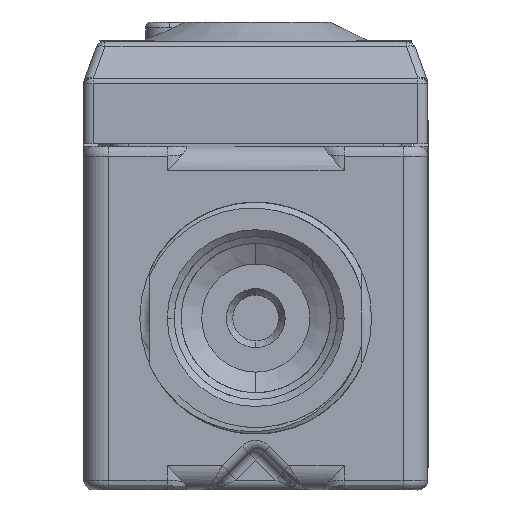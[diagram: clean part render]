
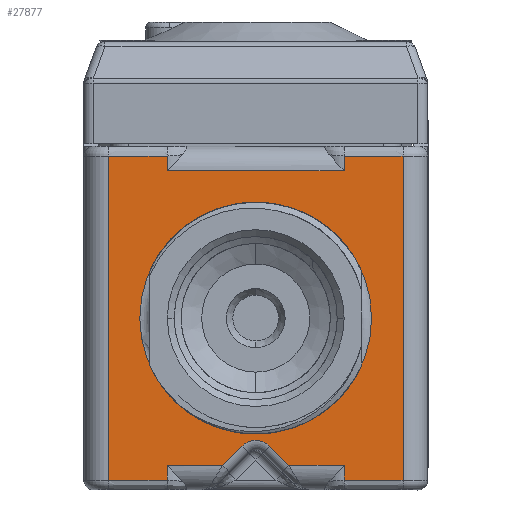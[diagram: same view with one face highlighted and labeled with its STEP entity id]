
A CAD part, front view. The second image highlights one B-rep face of the part: STEP entity #27877.
In plain terms, the highlighted planar face has unit normal (0, -1, 0).
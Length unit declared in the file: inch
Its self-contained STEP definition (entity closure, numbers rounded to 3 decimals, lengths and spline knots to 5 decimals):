
#3465=DIRECTION('',(-1.,0.,0.));
#3466=VECTOR('',#3465,0.9);
#3467=CARTESIAN_POINT('',(0.45,-2.34016,0.7498));
#3468=LINE('',#3467,#3466);
#3882=CARTESIAN_POINT('',(-0.7498,-2.34016,0.825));
#3883=CARTESIAN_POINT('',(-0.72918,-2.34016,
0.825));
#3884=CARTESIAN_POINT('',(-0.68932,-2.34016,
0.825));
#3885=CARTESIAN_POINT('',(-0.63384,-2.34016,
0.825));
#3886=CARTESIAN_POINT('',(-0.58225,-2.34016,
0.825));
#3887=CARTESIAN_POINT('',(-0.53438,-2.34016,
0.82499));
#3888=CARTESIAN_POINT('',(-0.49007,-2.34016,
0.82504));
#3889=CARTESIAN_POINT('',(-0.46295,-2.34016,
0.82492));
#3890=CARTESIAN_POINT('',(-0.45,-2.34016,
0.825));
#3892=DIRECTION('',(0.,0.,-1.));
#3893=VECTOR('',#3892,0.0752);
#3894=CARTESIAN_POINT('',(-0.45,-2.34016,
0.825));
#3895=LINE('',#3894,#3893);
#3896=DIRECTION('',(0.,0.,-1.));
#3897=VECTOR('',#3896,0.0752);
#3898=CARTESIAN_POINT('',(0.45,-2.34016,
0.825));
#3899=LINE('',#3898,#3897);
#3900=CARTESIAN_POINT('',(0.45,-2.34016,
0.825));
#3901=CARTESIAN_POINT('',(0.46295,-2.34016,
0.82492));
#3902=CARTESIAN_POINT('',(0.49006,-2.34016,
0.82505));
#3903=CARTESIAN_POINT('',(0.5344,-2.34016,
0.82499));
#3904=CARTESIAN_POINT('',(0.58227,-2.34016,
0.825));
#3905=CARTESIAN_POINT('',(0.63387,-2.34016,
0.825));
#3906=CARTESIAN_POINT('',(0.68934,-2.34016,
0.825));
#3907=CARTESIAN_POINT('',(0.72919,-2.34016,
0.825));
#3908=CARTESIAN_POINT('',(0.7498,-2.34016,0.825));
#3910=CARTESIAN_POINT('',(0.7498,-2.34016,-0.825));
#3911=CARTESIAN_POINT('',(0.72919,-2.34016,
-0.825));
#3912=CARTESIAN_POINT('',(0.68934,-2.34016,
-0.825));
#3913=CARTESIAN_POINT('',(0.63386,-2.34016,
-0.825));
#3914=CARTESIAN_POINT('',(0.58227,-2.34016,
-0.825));
#3915=CARTESIAN_POINT('',(0.5344,-2.34016,
-0.82499));
#3916=CARTESIAN_POINT('',(0.49006,-2.34016,
-0.82505));
#3917=CARTESIAN_POINT('',(0.46295,-2.34016,
-0.82492));
#3918=CARTESIAN_POINT('',(0.45,-2.34016,
-0.825));
#3920=DIRECTION('',(0.,0.,-1.));
#3921=VECTOR('',#3920,0.0752);
#3922=CARTESIAN_POINT('',(0.45,-2.34016,-0.7498));
#3923=LINE('',#3922,#3921);
#3924=DIRECTION('',(0.,0.,-1.));
#3925=VECTOR('',#3924,0.0752);
#3926=CARTESIAN_POINT('',(-0.45,-2.34016,-0.7498));
#3927=LINE('',#3926,#3925);
#3928=CARTESIAN_POINT('',(-0.45,-2.34016,
-0.825));
#3929=CARTESIAN_POINT('',(-0.46295,-2.34016,
-0.82492));
#3930=CARTESIAN_POINT('',(-0.49007,-2.34016,
-0.82504));
#3931=CARTESIAN_POINT('',(-0.53438,-2.34016,
-0.82499));
#3932=CARTESIAN_POINT('',(-0.58225,-2.34016,
-0.825));
#3933=CARTESIAN_POINT('',(-0.63385,-2.34016,
-0.825));
#3934=CARTESIAN_POINT('',(-0.68934,-2.34016,
-0.825));
#3935=CARTESIAN_POINT('',(-0.72919,-2.34016,
-0.825));
#3936=CARTESIAN_POINT('',(-0.7498,-2.34016,-0.825));
#3938=DIRECTION('',(0.,0.,1.));
#3939=VECTOR('',#3938,1.65);
#3940=CARTESIAN_POINT('',(-0.7498,-2.34016,-0.825));
#3941=LINE('',#3940,#3939);
#3942=CARTESIAN_POINT('',(0.,-2.34016,0.));
#3943=DIRECTION('',(0.,-1.,0.));
#3944=DIRECTION('',(0.,0.,-1.));
#3945=AXIS2_PLACEMENT_3D('',#3942,#3943,#3944);
#3947=CARTESIAN_POINT('',(0.,-2.34016,0.));
#3948=DIRECTION('',(0.,-1.,0.));
#3949=DIRECTION('',(0.,0.,1.));
#3950=AXIS2_PLACEMENT_3D('',#3947,#3948,#3949);
#3977=CARTESIAN_POINT('',(0.45,-2.34016,0.7498));
#4012=DIRECTION('',(0.,0.,1.));
#4013=VECTOR('',#4012,1.65);
#4014=CARTESIAN_POINT('',(0.7498,-2.34016,-0.825));
#4015=LINE('',#4014,#4013);
#4055=DIRECTION('',(1.,0.,0.));
#4056=VECTOR('',#4055,0.28117);
#4057=CARTESIAN_POINT('',(0.16883,-2.34016,
-0.7498));
#4058=LINE('',#4057,#4056);
#4228=DIRECTION('',(1.,0.,0.));
#4229=VECTOR('',#4228,0.28117);
#4230=CARTESIAN_POINT('',(-0.45,-2.34016,-0.7498));
#4231=LINE('',#4230,#4229);
#4270=CARTESIAN_POINT('',(-0.45,-2.34016,-0.7498));
#4322=CARTESIAN_POINT('',(-0.16883,-2.34016,
-0.7498));
#4391=CARTESIAN_POINT('',(0.,-2.34016,-0.7224));
#4392=DIRECTION('',(0.,1.,0.));
#4393=DIRECTION('',(-0.707,0.,0.707));
#4394=AXIS2_PLACEMENT_3D('',#4391,#4392,#4393);
#4396=DIRECTION('',(0.707,0.,0.707));
#4397=VECTOR('',#4396,0.13876);
#4398=CARTESIAN_POINT('',(-0.16883,-2.34016,
-0.7498));
#4399=LINE('',#4398,#4397);
#4409=DIRECTION('',(-0.707,0.,0.707));
#4410=VECTOR('',#4409,0.13876);
#4411=CARTESIAN_POINT('',(0.16883,-2.34016,
-0.7498));
#4412=LINE('',#4411,#4410);
#19861=CARTESIAN_POINT('',(0.,-2.34016,-0.58996));
#19862=CARTESIAN_POINT('',(0.,-2.34016,0.58996));
#19863=VERTEX_POINT('',#19861);
#19864=VERTEX_POINT('',#19862);
#20053=VERTEX_POINT('',#4322);
#20054=CARTESIAN_POINT('',(-0.07071,-2.34016,
-0.65168));
#20055=VERTEX_POINT('',#20054);
#20060=CARTESIAN_POINT('',(0.07071,-2.34016,
-0.65168));
#20061=VERTEX_POINT('',#20060);
#20062=CARTESIAN_POINT('',(0.16883,-2.34016,
-0.7498));
#20063=VERTEX_POINT('',#20062);
#20395=CARTESIAN_POINT('',(0.7498,-2.34016,0.825));
#20396=VERTEX_POINT('',#20395);
#20399=VERTEX_POINT('',#3882);
#20400=VERTEX_POINT('',#3890);
#20402=VERTEX_POINT('',#3900);
#20415=CARTESIAN_POINT('',(-0.7498,-2.34016,-0.825));
#20416=VERTEX_POINT('',#20415);
#20419=VERTEX_POINT('',#3910);
#20420=VERTEX_POINT('',#3918);
#20422=VERTEX_POINT('',#3928);
#20429=CARTESIAN_POINT('',(-0.45,-2.34016,0.7498));
#20430=VERTEX_POINT('',#20429);
#20433=VERTEX_POINT('',#3977);
#20439=VERTEX_POINT('',#4270);
#20861=CARTESIAN_POINT('',(0.45,-2.34016,-0.7498));
#20862=VERTEX_POINT('',#20861);
#27836=CARTESIAN_POINT('',(0.,-2.34016,0.));
#27837=DIRECTION('',(0.,1.,0.));
#27838=DIRECTION('',(1.,0.,0.));
#27839=AXIS2_PLACEMENT_3D('',#27836,#27837,#27838);
#27840=PLANE('',#27839);
#27841=ORIENTED_EDGE('',*,*,#26960,.T.);
#27843=ORIENTED_EDGE('',*,*,#27842,.T.);
#27844=ORIENTED_EDGE('',*,*,#27094,.F.);
#27846=ORIENTED_EDGE('',*,*,#27845,.F.);
#27847=ORIENTED_EDGE('',*,*,#27272,.T.);
#27849=ORIENTED_EDGE('',*,*,#27848,.F.);
#27851=ORIENTED_EDGE('',*,*,#27850,.T.);
#27853=ORIENTED_EDGE('',*,*,#27852,.F.);
#27855=ORIENTED_EDGE('',*,*,#27854,.F.);
#27857=ORIENTED_EDGE('',*,*,#27856,.T.);
#27859=ORIENTED_EDGE('',*,*,#27858,.F.);
#27861=ORIENTED_EDGE('',*,*,#27860,.F.);
#27863=ORIENTED_EDGE('',*,*,#27862,.F.);
#27865=ORIENTED_EDGE('',*,*,#27864,.T.);
#27867=ORIENTED_EDGE('',*,*,#27866,.T.);
#27868=ORIENTED_EDGE('',*,*,#27829,.T.);
#27869=EDGE_LOOP('',(#27841,#27843,#27844,#27846,#27847,#27849,#27851,#27853,
#27855,#27857,#27859,#27861,#27863,#27865,#27867,#27868));
#27870=FACE_OUTER_BOUND('',#27869,.F.);
#27872=ORIENTED_EDGE('',*,*,#27871,.T.);
#27874=ORIENTED_EDGE('',*,*,#27873,.T.);
#27875=EDGE_LOOP('',(#27872,#27874));
#27876=FACE_BOUND('',#27875,.F.);
#27877=ADVANCED_FACE('',(#27870,#27876),#27840,.F.);
#3891=B_SPLINE_CURVE_WITH_KNOTS('',3,(#3882,#3883,#3884,#3885,#3886,#3887,#3888,
#3889,#3890),.UNSPECIFIED.,.F.,.F.,(4,1,1,1,1,1,4),(0.,0.16667,
0.33333,0.5,0.66667,0.83333,1.),
.UNSPECIFIED.);
#3909=B_SPLINE_CURVE_WITH_KNOTS('',3,(#3900,#3901,#3902,#3903,#3904,#3905,#3906,
#3907,#3908),.UNSPECIFIED.,.F.,.F.,(4,1,1,1,1,1,4),(0.,0.16667,
0.33333,0.5,0.66667,0.83333,1.),
.UNSPECIFIED.);
#3919=B_SPLINE_CURVE_WITH_KNOTS('',3,(#3910,#3911,#3912,#3913,#3914,#3915,#3916,
#3917,#3918),.UNSPECIFIED.,.F.,.F.,(4,1,1,1,1,1,4),(0.,0.16667,
0.33333,0.5,0.66667,0.83333,1.),
.UNSPECIFIED.);
#3937=B_SPLINE_CURVE_WITH_KNOTS('',3,(#3928,#3929,#3930,#3931,#3932,#3933,#3934,
#3935,#3936),.UNSPECIFIED.,.F.,.F.,(4,1,1,1,1,1,4),(0.,0.16667,
0.33333,0.5,0.66667,0.83333,1.),
.UNSPECIFIED.);
#3946=CIRCLE('',#3945,0.58996);
#3951=CIRCLE('',#3950,0.58996);
#4395=CIRCLE('',#4394,0.1);
#26960=EDGE_CURVE('',#20399,#20400,#3891,.T.);
#27094=EDGE_CURVE('',#20433,#20430,#3468,.T.);
#27272=EDGE_CURVE('',#20402,#20396,#3909,.T.);
#27829=EDGE_CURVE('',#20416,#20399,#3941,.T.);
#27842=EDGE_CURVE('',#20400,#20430,#3895,.T.);
#27845=EDGE_CURVE('',#20402,#20433,#3899,.T.);
#27848=EDGE_CURVE('',#20419,#20396,#4015,.T.);
#27850=EDGE_CURVE('',#20419,#20420,#3919,.T.);
#27852=EDGE_CURVE('',#20862,#20420,#3923,.T.);
#27854=EDGE_CURVE('',#20063,#20862,#4058,.T.);
#27856=EDGE_CURVE('',#20063,#20061,#4412,.T.);
#27858=EDGE_CURVE('',#20055,#20061,#4395,.T.);
#27860=EDGE_CURVE('',#20053,#20055,#4399,.T.);
#27862=EDGE_CURVE('',#20439,#20053,#4231,.T.);
#27864=EDGE_CURVE('',#20439,#20422,#3927,.T.);
#27866=EDGE_CURVE('',#20422,#20416,#3937,.T.);
#27871=EDGE_CURVE('',#19863,#19864,#3946,.T.);
#27873=EDGE_CURVE('',#19864,#19863,#3951,.T.);
